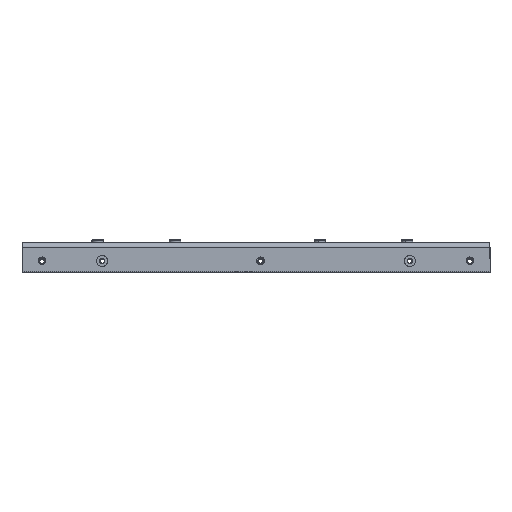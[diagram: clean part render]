
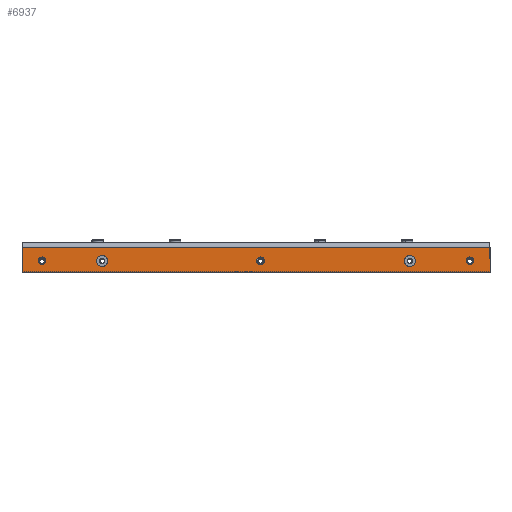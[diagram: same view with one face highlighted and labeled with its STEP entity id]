
A CAD part, top view. The second image highlights one B-rep face of the part: STEP entity #6937.
In plain terms, the highlighted face is planar.
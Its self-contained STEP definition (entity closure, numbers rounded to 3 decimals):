
#346 = ORIENTED_EDGE ( 'NONE', *, *, #7143, .F. ) ;
#349 = ORIENTED_EDGE ( 'NONE', *, *, #4845, .F. ) ;
#352 = ORIENTED_EDGE ( 'NONE', *, *, #5332, .F. ) ;
#357 = ORIENTED_EDGE ( 'NONE', *, *, #4846, .F. ) ;
#377 = ORIENTED_EDGE ( 'NONE', *, *, #4912, .F. ) ;
#400 = ORIENTED_EDGE ( 'NONE', *, *, #4853, .F. ) ;
#405 = ORIENTED_EDGE ( 'NONE', *, *, #7139, .F. ) ;
#409 = ORIENTED_EDGE ( 'NONE', *, *, #4848, .F. ) ;
#419 = ORIENTED_EDGE ( 'NONE', *, *, #7130, .F. ) ;
#428 = ORIENTED_EDGE ( 'NONE', *, *, #7134, .F. ) ;
#429 = ORIENTED_EDGE ( 'NONE', *, *, #7167, .F. ) ;
#442 = ORIENTED_EDGE ( 'NONE', *, *, #5334, .F. ) ;
#462 = ORIENTED_EDGE ( 'NONE', *, *, #5337, .F. ) ;
#467 = ORIENTED_EDGE ( 'NONE', *, *, #4840, .F. ) ;
#1546 = EDGE_LOOP ( 'NONE', ( #442, #419 ) ) ;
#1583 = EDGE_LOOP ( 'NONE', ( #377, #429 ) ) ;
#1641 = EDGE_LOOP ( 'NONE', ( #357, #400, #467, #349 ) ) ;
#1651 = EDGE_LOOP ( 'NONE', ( #346, #352 ) ) ;
#1686 = EDGE_LOOP ( 'NONE', ( #405, #409 ) ) ;
#1690 = EDGE_LOOP ( 'NONE', ( #462, #428 ) ) ;
#2597 = VECTOR ( 'NONE', #8302, 1000. ) ;
#2598 = VECTOR ( 'NONE', #8304, 1000. ) ;
#2599 = CIRCLE ( 'NONE', #2601, 2.1 ) ;
#2601 = AXIS2_PLACEMENT_3D ( 'NONE', #8307, #8308, #8309 ) ;
#2609 = VECTOR ( 'NONE', #8321, 1000. ) ;
#2695 = CIRCLE ( 'NONE', #2697, 2.1 ) ;
#2697 = AXIS2_PLACEMENT_3D ( 'NONE', #8478, #8479, #8480 ) ;
#2745 = VECTOR ( 'NONE', #8291, 1000. ) ;
#2752 = VERTEX_POINT ( 'NONE', #7883 ) ;
#2775 = VERTEX_POINT ( 'NONE', #7906 ) ;
#2869 = CIRCLE ( 'NONE', #2881, 2.1 ) ;
#2873 = CIRCLE ( 'NONE', #2884, 2.1 ) ;
#2881 = AXIS2_PLACEMENT_3D ( 'NONE', #6167, #6155, #6174 ) ;
#2882 = CIRCLE ( 'NONE', #2889, 2.1 ) ;
#2884 = AXIS2_PLACEMENT_3D ( 'NONE', #6028, #6033, #6050 ) ;
#2889 = AXIS2_PLACEMENT_3D ( 'NONE', #6108, #6107, #6109 ) ;
#3420 = VERTEX_POINT ( 'NONE', #7932 ) ;
#3440 = VERTEX_POINT ( 'NONE', #7952 ) ;
#3459 = VERTEX_POINT ( 'NONE', #7971 ) ;
#3529 = VERTEX_POINT ( 'NONE', #8041 ) ;
#3648 = VERTEX_POINT ( 'NONE', #8160 ) ;
#3649 = VERTEX_POINT ( 'NONE', #8161 ) ;
#3652 = VERTEX_POINT ( 'NONE', #8164 ) ;
#3653 = VERTEX_POINT ( 'NONE', #8165 ) ;
#3658 = VERTEX_POINT ( 'NONE', #8170 ) ;
#3659 = VERTEX_POINT ( 'NONE', #8171 ) ;
#3748 = LINE ( 'NONE', #8290, #2745 ) ;
#3752 = LINE ( 'NONE', #8301, #2597 ) ;
#3753 = LINE ( 'NONE', #8303, #2598 ) ;
#3758 = LINE ( 'NONE', #8320, #2609 ) ;
#4421 = FACE_BOUND ( 'NONE', #1583, .T. ) ;
#4425 = FACE_BOUND ( 'NONE', #1651, .T. ) ;
#4426 = FACE_BOUND ( 'NONE', #1686, .T. ) ;
#4427 = FACE_OUTER_BOUND ( 'NONE', #1641, .T. ) ;
#4428 = FACE_BOUND ( 'NONE', #1690, .T. ) ;
#4429 = FACE_BOUND ( 'NONE', #1546, .T. ) ;
#4840 = EDGE_CURVE ( 'NONE', #2752, #3529, #3748, .T. ) ;
#4845 = EDGE_CURVE ( 'NONE', #3440, #2752, #3752, .T. ) ;
#4846 = EDGE_CURVE ( 'NONE', #3420, #3440, #3753, .T. ) ;
#4848 = EDGE_CURVE ( 'NONE', #3653, #3652, #2599, .T. ) ;
#4853 = EDGE_CURVE ( 'NONE', #3529, #3420, #3758, .T. ) ;
#4912 = EDGE_CURVE ( 'NONE', #6147, #3459, #2695, .T. ) ;
#5332 = EDGE_CURVE ( 'NONE', #3649, #3648, #2869, .T. ) ;
#5334 = EDGE_CURVE ( 'NONE', #6469, #2775, #2873, .T. ) ;
#5337 = EDGE_CURVE ( 'NONE', #3658, #3659, #2882, .T. ) ;
#5866 = CARTESIAN_POINT ( 'NONE',  ( -1497.732, 13.002, 7.4 ) ) ;
#5897 = CARTESIAN_POINT ( 'NONE',  ( -1497.732, -19.998, 7.4 ) ) ;
#6028 = CARTESIAN_POINT ( 'NONE',  ( -1497.732, -19.998, 9.5 ) ) ;
#6033 = DIRECTION ( 'NONE',  ( 1., 0., 0. ) ) ;
#6050 = DIRECTION ( 'NONE',  ( 0., 0., -1. ) ) ;
#6107 = DIRECTION ( 'NONE',  ( 1., 0., 0. ) ) ;
#6108 = CARTESIAN_POINT ( 'NONE',  ( -1497.732, 95.002, 9.5 ) ) ;
#6109 = DIRECTION ( 'NONE',  ( 0., 0., -1. ) ) ;
#6147 = VERTEX_POINT ( 'NONE', #5866 ) ;
#6155 = DIRECTION ( 'NONE',  ( 1., 0., 0. ) ) ;
#6167 = CARTESIAN_POINT ( 'NONE',  ( -1497.732, 182.002, 9.5 ) ) ;
#6174 = DIRECTION ( 'NONE',  ( 0., 0., 1. ) ) ;
#6469 = VERTEX_POINT ( 'NONE', #5897 ) ;
#6583 = CIRCLE ( 'NONE', #6587, 2.1 ) ;
#6585 = CIRCLE ( 'NONE', #6593, 2.1 ) ;
#6587 = AXIS2_PLACEMENT_3D ( 'NONE', #9554, #9555, #9556 ) ;
#6593 = AXIS2_PLACEMENT_3D ( 'NONE', #9564, #9565, #9566 ) ;
#6600 = CIRCLE ( 'NONE', #6601, 2.1 ) ;
#6601 = AXIS2_PLACEMENT_3D ( 'NONE', #9577, #9578, #9579 ) ;
#6606 = CIRCLE ( 'NONE', #6607, 2.1 ) ;
#6607 = AXIS2_PLACEMENT_3D ( 'NONE', #9587, #9588, #9589 ) ;
#6639 = CIRCLE ( 'NONE', #6642, 2.1 ) ;
#6642 = AXIS2_PLACEMENT_3D ( 'NONE', #9646, #9647, #9648 ) ;
#6937 = ADVANCED_FACE ( 'NONE', ( #4425, #4426, #4427, #4428, #4429, #4421 ), #9028, .F. ) ;
#7130 = EDGE_CURVE ( 'NONE', #2775, #6469, #6583, .T. ) ;
#7134 = EDGE_CURVE ( 'NONE', #3659, #3658, #6585, .T. ) ;
#7139 = EDGE_CURVE ( 'NONE', #3652, #3653, #6600, .T. ) ;
#7143 = EDGE_CURVE ( 'NONE', #3648, #3649, #6606, .T. ) ;
#7167 = EDGE_CURVE ( 'NONE', #3459, #6147, #6639, .T. ) ;
#7317 = AXIS2_PLACEMENT_3D ( 'NONE', #9029, #9030, #9031 ) ;
#7883 = CARTESIAN_POINT ( 'NONE',  ( -1497.732, 226.002, 2.3 ) ) ;
#7906 = CARTESIAN_POINT ( 'NONE',  ( -1497.732, -19.998, 11.6 ) ) ;
#7932 = CARTESIAN_POINT ( 'NONE',  ( -1497.732, -30.998, 15.5 ) ) ;
#7952 = CARTESIAN_POINT ( 'NONE',  ( -1497.732, 226.002, 15.5 ) ) ;
#7971 = CARTESIAN_POINT ( 'NONE',  ( -1497.732, 13.002, 11.6 ) ) ;
#8041 = CARTESIAN_POINT ( 'NONE',  ( -1497.732, -30.998, 2.3 ) ) ;
#8160 = CARTESIAN_POINT ( 'NONE',  ( -1497.732, 182.002, 11.6 ) ) ;
#8161 = CARTESIAN_POINT ( 'NONE',  ( -1497.732, 182.002, 7.4 ) ) ;
#8164 = CARTESIAN_POINT ( 'NONE',  ( -1497.732, 215.002, 11.6 ) ) ;
#8165 = CARTESIAN_POINT ( 'NONE',  ( -1497.732, 215.002, 7.4 ) ) ;
#8170 = CARTESIAN_POINT ( 'NONE',  ( -1497.732, 95.002, 7.4 ) ) ;
#8171 = CARTESIAN_POINT ( 'NONE',  ( -1497.732, 95.002, 11.6 ) ) ;
#8290 = CARTESIAN_POINT ( 'NONE',  ( -1497.732, -33.998, 2.3 ) ) ;
#8291 = DIRECTION ( 'NONE',  ( 0., -1., 0. ) ) ;
#8301 = CARTESIAN_POINT ( 'NONE',  ( -1497.732, 226.002, 15.5 ) ) ;
#8302 = DIRECTION ( 'NONE',  ( 0., 0., -1. ) ) ;
#8303 = CARTESIAN_POINT ( 'NONE',  ( -1497.732, 0., 15.5 ) ) ;
#8304 = DIRECTION ( 'NONE',  ( 0., 1., 0. ) ) ;
#8307 = CARTESIAN_POINT ( 'NONE',  ( -1497.732, 215.002, 9.5 ) ) ;
#8308 = DIRECTION ( 'NONE',  ( 1., 0., 0. ) ) ;
#8309 = DIRECTION ( 'NONE',  ( 0., 0., 1. ) ) ;
#8320 = CARTESIAN_POINT ( 'NONE',  ( -1497.732, -30.998, 2.3 ) ) ;
#8321 = DIRECTION ( 'NONE',  ( 0., 0., 1. ) ) ;
#8478 = CARTESIAN_POINT ( 'NONE',  ( -1497.732, 13.002, 9.5 ) ) ;
#8479 = DIRECTION ( 'NONE',  ( 1., 0., 0. ) ) ;
#8480 = DIRECTION ( 'NONE',  ( 0., 0., -1. ) ) ;
#9028 = PLANE ( 'NONE',  #7317 ) ;
#9029 = CARTESIAN_POINT ( 'NONE',  ( -1497.732, -33.998, -0.5 ) ) ;
#9030 = DIRECTION ( 'NONE',  ( -1., 0., 0. ) ) ;
#9031 = DIRECTION ( 'NONE',  ( 0., 0., 1. ) ) ;
#9554 = CARTESIAN_POINT ( 'NONE',  ( -1497.732, -19.998, 9.5 ) ) ;
#9555 = DIRECTION ( 'NONE',  ( 1., 0., 0. ) ) ;
#9556 = DIRECTION ( 'NONE',  ( 0., 0., -1. ) ) ;
#9564 = CARTESIAN_POINT ( 'NONE',  ( -1497.732, 95.002, 9.5 ) ) ;
#9565 = DIRECTION ( 'NONE',  ( 1., 0., 0. ) ) ;
#9566 = DIRECTION ( 'NONE',  ( 0., 0., -1. ) ) ;
#9577 = CARTESIAN_POINT ( 'NONE',  ( -1497.732, 215.002, 9.5 ) ) ;
#9578 = DIRECTION ( 'NONE',  ( 1., 0., 0. ) ) ;
#9579 = DIRECTION ( 'NONE',  ( 0., 0., 1. ) ) ;
#9587 = CARTESIAN_POINT ( 'NONE',  ( -1497.732, 182.002, 9.5 ) ) ;
#9588 = DIRECTION ( 'NONE',  ( 1., 0., 0. ) ) ;
#9589 = DIRECTION ( 'NONE',  ( 0., 0., 1. ) ) ;
#9646 = CARTESIAN_POINT ( 'NONE',  ( -1497.732, 13.002, 9.5 ) ) ;
#9647 = DIRECTION ( 'NONE',  ( 1., 0., 0. ) ) ;
#9648 = DIRECTION ( 'NONE',  ( 0., 0., -1. ) ) ;
